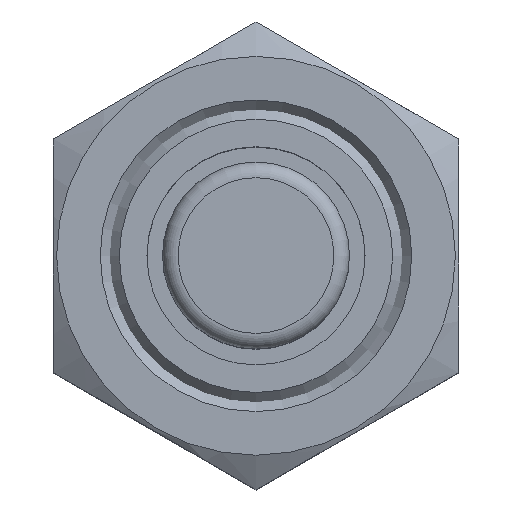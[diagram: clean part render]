
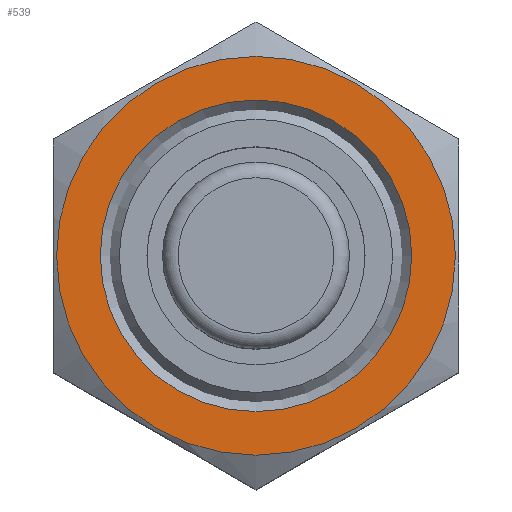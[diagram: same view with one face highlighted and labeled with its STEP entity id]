
A CAD part, top view. The second image highlights one B-rep face of the part: STEP entity #539.
In plain terms, the highlighted face is planar.
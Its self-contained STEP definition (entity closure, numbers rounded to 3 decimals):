
#80=CIRCLE('',#624,6.4);
#81=CIRCLE('',#625,5.);
#158=ORIENTED_EDGE('',*,*,#242,.F.);
#159=ORIENTED_EDGE('',*,*,#243,.T.);
#242=EDGE_CURVE('',#296,#296,#80,.T.);
#243=EDGE_CURVE('',#297,#297,#81,.T.);
#296=VERTEX_POINT('',#898);
#297=VERTEX_POINT('',#900);
#406=EDGE_LOOP('',(#158));
#407=EDGE_LOOP('',(#159));
#470=FACE_BOUND('',#406,.T.);
#471=FACE_BOUND('',#407,.T.);
#505=PLANE('',#623);
#539=ADVANCED_FACE('',(#470,#471),#505,.F.);
#623=AXIS2_PLACEMENT_3D('',#896,#754,#755);
#624=AXIS2_PLACEMENT_3D('',#897,#756,#757);
#625=AXIS2_PLACEMENT_3D('',#899,#758,#759);
#754=DIRECTION('',(1.,0.,0.));
#755=DIRECTION('',(0.,0.,-1.));
#756=DIRECTION('',(1.,0.,0.));
#757=DIRECTION('',(0.,0.,-1.));
#758=DIRECTION('',(1.,0.,0.));
#759=DIRECTION('',(0.,0.,-1.));
#896=CARTESIAN_POINT('',(0.,0.,0.));
#897=CARTESIAN_POINT('',(0.,0.,0.));
#898=CARTESIAN_POINT('',(0.,0.,-6.4));
#899=CARTESIAN_POINT('',(0.,0.,0.));
#900=CARTESIAN_POINT('',(0.,0.,-5.));
